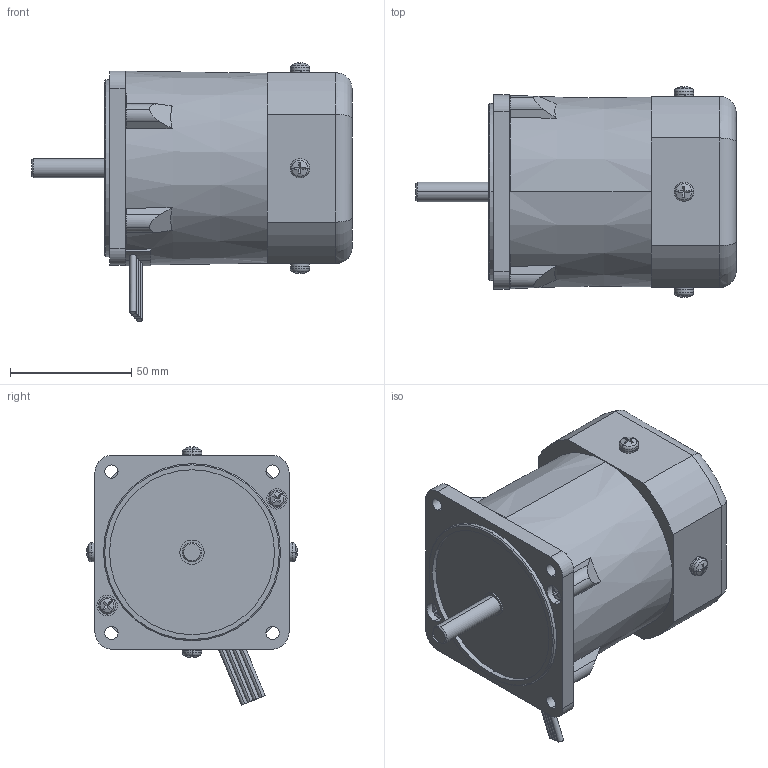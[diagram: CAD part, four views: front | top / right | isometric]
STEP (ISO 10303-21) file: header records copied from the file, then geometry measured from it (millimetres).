
FILE_DESCRIPTION(('starvars output'),'2;1');
FILE_NAME('8cfs.stp','13:04:05 2014/09/12',( 'Thomas Industrial Network Germany GmbH'),( 'Thomas Industrial Network Germany GmbH'),'unknown preprocess','ACIS' ,'unknown authorization');
FILE_SCHEMA(('AUTOMOTIVE_DESIGN_CC2 {UNKNOWN IMPLEMENTATION LEVEL}'));
Length unit declared in the file: millimetre
Products named in the file (1): PRODUCT_ID_42
Bounding box: 132 x 86.92 x 106.54 mm (x, y, z)
Volume: 532990.7 mm3; surface area: 43630.6 mm2
Topology: 1 solids, 1 shells, 266 faces, 668 edges, 423 vertices
Faces by surface type: plane 131, cylinder 89, cone 18, torus 16, bspline 12
Entity records: 9842 total; most frequent: CARTESIAN_POINT 2113, ORIENTED_EDGE 1336, DIRECTION 918, EDGE_CURVE 668, VERTEX_POINT 423, AXIS2_PLACEMENT_3D 314, EDGE_LOOP 293, FACE_BOUND 293
